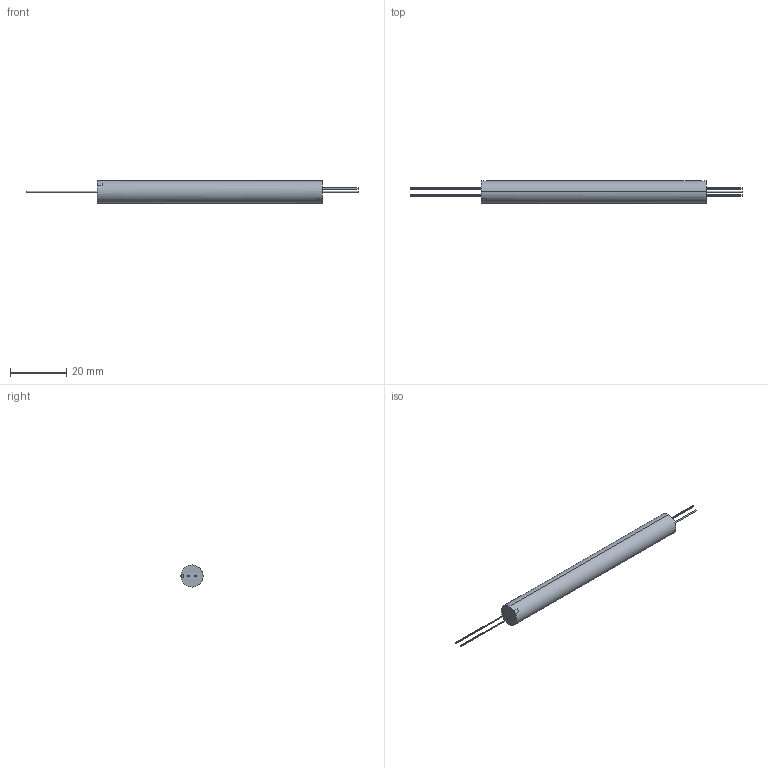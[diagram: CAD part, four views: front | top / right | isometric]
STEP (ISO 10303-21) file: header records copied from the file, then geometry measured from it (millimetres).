
FILE_DESCRIPTION (( 'STEP AP214' ), '1' );
FILE_NAME ('OPI153.STEP', '2018-04-11T15:53:13', ( '' ), ( '' ), 'SwSTEP 2.0', 'SolidWorks 2015', '' );
FILE_SCHEMA (( 'AUTOMOTIVE_DESIGN' ));
Length unit declared in the file: inch
Products named in the file (1): OPI153
Bounding box: 118.36 x 7.87 x 7.87 mm (x, y, z)
Volume: 3921.4 mm3; surface area: 2203.5 mm2
Topology: 1 solids, 1 shells, 44 faces, 98 edges, 64 vertices
Faces by surface type: cylinder 26, plane 18
Entity records: 1844 total; most frequent: CARTESIAN_POINT 319, DIRECTION 212, ORIENTED_EDGE 196, EDGE_CURVE 98, AXIS2_PLACEMENT_3D 85, VERTEX_POINT 64, EDGE_LOOP 52, ADVANCED_FACE 44
